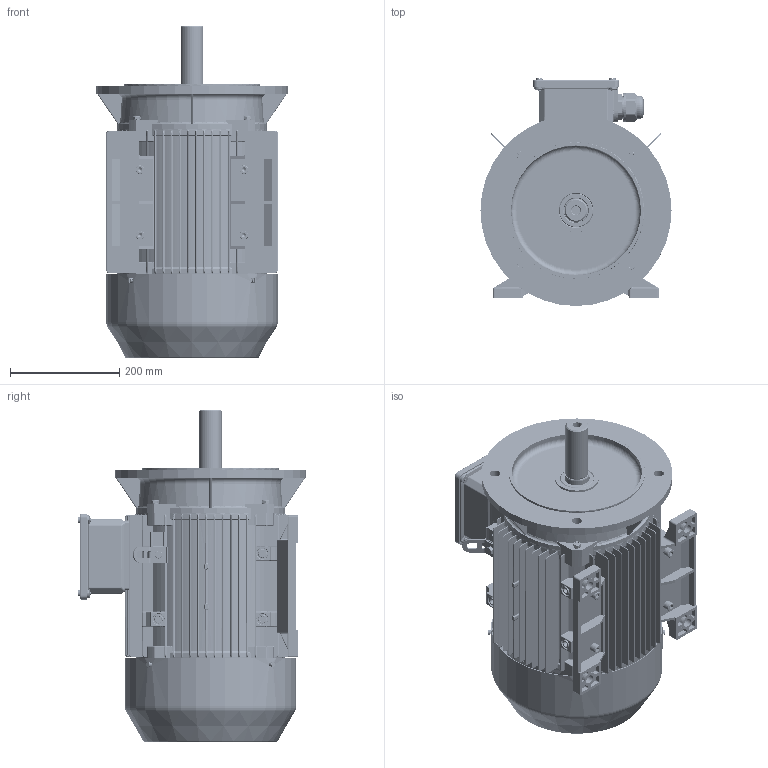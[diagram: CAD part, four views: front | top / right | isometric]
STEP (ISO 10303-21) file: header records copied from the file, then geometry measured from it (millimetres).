
FILE_DESCRIPTION(/* description */ (''),/* implementation_level */ '2;1');
FILE_NAME(/* name */ 'JL-160M-B35.stp',/* time_stamp */ '2018-12-30T15:37:57+08:00',/* author */ (''),/* organization */ (''),/* preprocessor_version */ 'ST-DEVELOPER v16.7',/* originating_system */ 'SIEMENS PLM Software NX 12.0',/* authorisation */ '');
FILE_SCHEMA (('AP203_CONFIGURATION_CONTROLLED_3D_DESIGN_OF_MECHANICAL_PARTS_AND_ASSEMBLIES_MIM_LF { 1 0 10303 403 2 1 2}'));
Products named in the file (1): JL-160M-B35
Bounding box: 350 x 417.7 x 607.97 mm (x, y, z)
Volume: 7468029.2 mm3; surface area: 2736644.1 mm2
Topology: 67 solids, 67 shells, 8639 faces, 22377 edges, 14140 vertices
Faces by surface type: plane 3998, cylinder 2180, bspline 1183, torus 785, cone 251, sphere 242
Full cylindrical faces by diameter (mm): 4.48 x5, 5 x7, 5.3 x5, 5.35 x4, 6 x4, 7.188 x8, 8 x11, 8.58 x2, 9.1 x8, 10 x9, 12.1 x2, 14.785 x2, 16 x5, 18 x2, 27.5 x2, 32.5 x4, 38.75 x12, 40 x4, 41.25 x12, 43.125 x2, 45 x2, 53.125 x2, 62 x2, 260 x1, 263 x2, 311.02 x1, 314.02 x1
Entity records: 316387 total; most frequent: CARTESIAN_POINT 117732, ORIENTED_EDGE 43970, DIRECTION 36655, EDGE_CURVE 21985, VERTEX_POINT 13996, AXIS2_PLACEMENT_3D 12233, LINE 12189, VECTOR 12189
